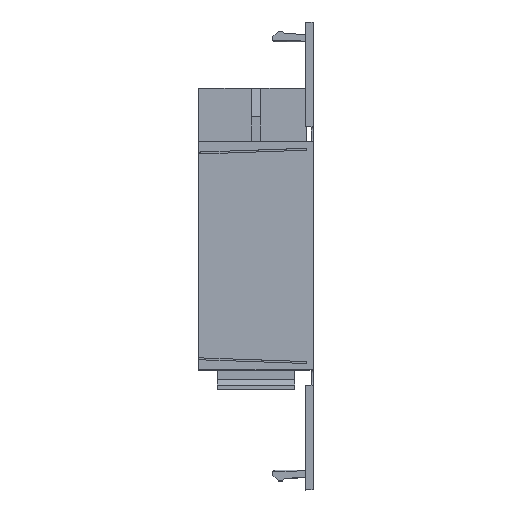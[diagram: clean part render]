
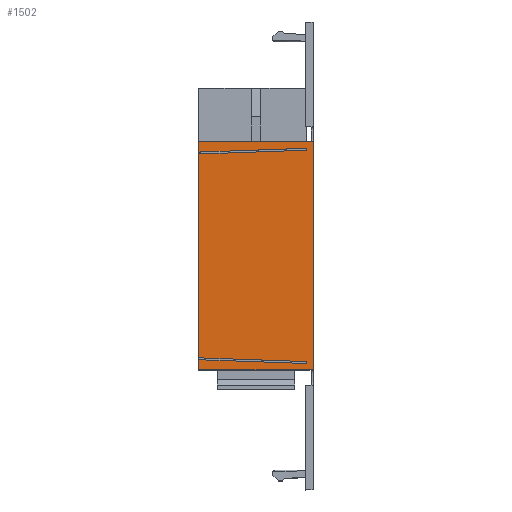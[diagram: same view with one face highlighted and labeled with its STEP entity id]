
A CAD part, top view. The second image highlights one B-rep face of the part: STEP entity #1502.
In plain terms, the highlighted planar face has unit normal (0, 0, 1).
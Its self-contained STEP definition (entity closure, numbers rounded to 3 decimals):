
#1427=AXIS2_PLACEMENT_3D('Plane Axis2P3D',#1424,#1425,#1426) ;
#450=CARTESIAN_POINT('Vertex',(0.,54.16,32.344)) ;
#453=CARTESIAN_POINT('Line Origine',(8.9,54.16,32.344)) ;
#457=CARTESIAN_POINT('Vertex',(17.8,54.16,32.344)) ;
#1061=CARTESIAN_POINT('Vertex',(0.,18.66,32.344)) ;
#1064=CARTESIAN_POINT('Line Origine',(0.,19.453,32.344)) ;
#1068=CARTESIAN_POINT('Vertex',(0.,20.247,32.344)) ;
#1089=CARTESIAN_POINT('Vertex',(0.,52.573,32.344)) ;
#1092=CARTESIAN_POINT('Line Origine',(0.,53.367,32.344)) ;
#1424=CARTESIAN_POINT('Axis2P3D Location',(8.9,36.41,32.344)) ;
#1429=CARTESIAN_POINT('Line Origine',(8.4,19.953,32.344)) ;
#1433=CARTESIAN_POINT('Vertex',(16.8,19.66,32.344)) ;
#1436=CARTESIAN_POINT('Line Origine',(8.9,18.66,32.344)) ;
#1440=CARTESIAN_POINT('Vertex',(17.8,18.66,32.344)) ;
#1443=CARTESIAN_POINT('Line Origine',(17.8,36.41,32.344)) ;
#1448=CARTESIAN_POINT('Line Origine',(8.4,52.867,32.344)) ;
#1452=CARTESIAN_POINT('Vertex',(16.8,53.16,32.344)) ;
#1455=CARTESIAN_POINT('Line Origine',(16.8,53.01,32.344)) ;
#1459=CARTESIAN_POINT('Vertex',(16.8,52.86,32.344)) ;
#1462=CARTESIAN_POINT('Line Origine',(8.4,52.567,32.344)) ;
#1466=CARTESIAN_POINT('Vertex',(0.,52.273,32.344)) ;
#1469=CARTESIAN_POINT('Line Origine',(0.,36.41,32.344)) ;
#1473=CARTESIAN_POINT('Vertex',(0.,20.547,32.344)) ;
#1476=CARTESIAN_POINT('Line Origine',(8.4,20.253,32.344)) ;
#1480=CARTESIAN_POINT('Vertex',(16.8,19.96,32.344)) ;
#1483=CARTESIAN_POINT('Line Origine',(16.8,19.81,32.344)) ;
#454=DIRECTION('Vector Direction',(1.,0.,0.)) ;
#1065=DIRECTION('Vector Direction',(0.,-1.,0.)) ;
#1093=DIRECTION('Vector Direction',(0.,-1.,0.)) ;
#1425=DIRECTION('Axis2P3D Direction',(0.,0.,1.)) ;
#1426=DIRECTION('Axis2P3D XDirection',(-1.,0.,0.)) ;
#1430=DIRECTION('Vector Direction',(-0.999,0.035,0.)) ;
#1437=DIRECTION('Vector Direction',(1.,0.,0.)) ;
#1444=DIRECTION('Vector Direction',(0.,1.,0.)) ;
#1449=DIRECTION('Vector Direction',(-0.999,-0.035,0.)) ;
#1456=DIRECTION('Vector Direction',(0.,1.,0.)) ;
#1463=DIRECTION('Vector Direction',(0.999,0.035,0.)) ;
#1470=DIRECTION('Vector Direction',(0.,-1.,0.)) ;
#1477=DIRECTION('Vector Direction',(0.999,-0.035,0.)) ;
#1484=DIRECTION('Vector Direction',(0.,-1.,0.)) ;
#455=VECTOR('Line Direction',#454,1.) ;
#1066=VECTOR('Line Direction',#1065,1.) ;
#1094=VECTOR('Line Direction',#1093,1.) ;
#1431=VECTOR('Line Direction',#1430,1.) ;
#1438=VECTOR('Line Direction',#1437,1.) ;
#1445=VECTOR('Line Direction',#1444,1.) ;
#1450=VECTOR('Line Direction',#1449,1.) ;
#1457=VECTOR('Line Direction',#1456,1.) ;
#1464=VECTOR('Line Direction',#1463,1.) ;
#1471=VECTOR('Line Direction',#1470,1.) ;
#1478=VECTOR('Line Direction',#1477,1.) ;
#1485=VECTOR('Line Direction',#1484,1.) ;
#1489=ORIENTED_EDGE('',*,*,#1435,.T.) ;
#1490=ORIENTED_EDGE('',*,*,#1070,.T.) ;
#1491=ORIENTED_EDGE('',*,*,#1442,.F.) ;
#1492=ORIENTED_EDGE('',*,*,#1447,.F.) ;
#1493=ORIENTED_EDGE('',*,*,#459,.F.) ;
#1494=ORIENTED_EDGE('',*,*,#1096,.T.) ;
#1495=ORIENTED_EDGE('',*,*,#1454,.T.) ;
#1496=ORIENTED_EDGE('',*,*,#1461,.F.) ;
#1497=ORIENTED_EDGE('',*,*,#1468,.F.) ;
#1498=ORIENTED_EDGE('',*,*,#1475,.F.) ;
#1499=ORIENTED_EDGE('',*,*,#1482,.F.) ;
#1500=ORIENTED_EDGE('',*,*,#1487,.F.) ;
#1502=ADVANCED_FACE('Hauptk\X2\00F6\X0\rper',(#1501),#1428,.T.) ;
#459=EDGE_CURVE('',#451,#458,#456,.T.) ;
#1070=EDGE_CURVE('',#1069,#1062,#1067,.T.) ;
#1096=EDGE_CURVE('',#451,#1090,#1095,.T.) ;
#1435=EDGE_CURVE('',#1434,#1069,#1432,.T.) ;
#1442=EDGE_CURVE('',#1441,#1062,#1439,.F.) ;
#1447=EDGE_CURVE('',#458,#1441,#1446,.F.) ;
#1454=EDGE_CURVE('',#1090,#1453,#1451,.F.) ;
#1461=EDGE_CURVE('',#1460,#1453,#1458,.T.) ;
#1468=EDGE_CURVE('',#1467,#1460,#1465,.T.) ;
#1475=EDGE_CURVE('',#1474,#1467,#1472,.F.) ;
#1482=EDGE_CURVE('',#1481,#1474,#1479,.F.) ;
#1487=EDGE_CURVE('',#1434,#1481,#1486,.F.) ;
#1488=EDGE_LOOP('',(#1489,#1490,#1491,#1492,#1493,#1494,#1495,#1496,#1497,#1498,#1499,#1500)) ;
#1501=FACE_OUTER_BOUND('',#1488,.T.) ;
#456=LINE('Line',#453,#455) ;
#1067=LINE('Line',#1064,#1066) ;
#1095=LINE('Line',#1092,#1094) ;
#1432=LINE('Line',#1429,#1431) ;
#1439=LINE('Line',#1436,#1438) ;
#1446=LINE('Line',#1443,#1445) ;
#1451=LINE('Line',#1448,#1450) ;
#1458=LINE('Line',#1455,#1457) ;
#1465=LINE('Line',#1462,#1464) ;
#1472=LINE('Line',#1469,#1471) ;
#1479=LINE('Line',#1476,#1478) ;
#1486=LINE('Line',#1483,#1485) ;
#1428=PLANE('',#1427) ;
#451=VERTEX_POINT('',#450) ;
#458=VERTEX_POINT('',#457) ;
#1062=VERTEX_POINT('',#1061) ;
#1069=VERTEX_POINT('',#1068) ;
#1090=VERTEX_POINT('',#1089) ;
#1434=VERTEX_POINT('',#1433) ;
#1441=VERTEX_POINT('',#1440) ;
#1453=VERTEX_POINT('',#1452) ;
#1460=VERTEX_POINT('',#1459) ;
#1467=VERTEX_POINT('',#1466) ;
#1474=VERTEX_POINT('',#1473) ;
#1481=VERTEX_POINT('',#1480) ;
